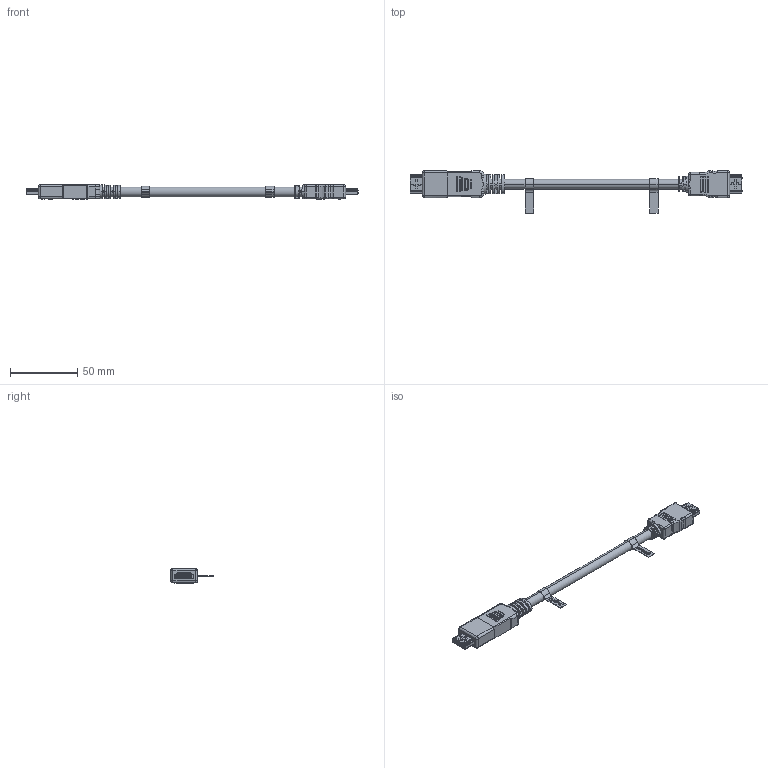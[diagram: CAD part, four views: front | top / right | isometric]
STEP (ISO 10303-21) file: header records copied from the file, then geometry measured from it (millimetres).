
FILE_DESCRIPTION (( 'STEP AP214' ), '1' );
FILE_NAME ('HD14A-CL3-MM-50F_3D.step', '2024-07-19T21:05:27', ( '' ), ( '' ), 'SwSTEP 2.0', 'SolidWorks 2022', '' );
FILE_SCHEMA (( 'AUTOMOTIVE_DESIGN' ));
Length unit declared in the file: inch
Products named in the file (12): Copy of 1AH05-007-MA1^HDMI 19pin_2_HD14A-CL3-MM-50F_默认; HDMI_CABLE^HD14A-CL3-MM-50F; Copy of HDMI 19pin-001^HDMI AM Extender with PCB_HD14A-CL3-MM-50F_with Global Connectivity logo - No Cable; Copy of 1AH05-007-MA2^HDMI 19pin_2_HD14A-CL3-MM-50F_默认; HDMI 19pin_2^HD14A-CL3-MM-50F; HDMI AM Extender with PCB^HD14A-CL3-MM-50F; Label^HD14A-CL3-MM-50F_Display; Copy of 1AH05-007-MA2^HDMI AM Extender with PCB_HD14A-CL3-MM-50F_默认; Label^HD14A-CL3-MM-50F; Copy of HDMI 19pin-002^HDMI 19pin_2_HD14A-CL3-MM-50F_with Global Connectivity logo - No Cable; HD14A-CL3-MM-50F_3D; Copy of 1AH05-007-MA1^HDMI AM Extender with PCB_HD14A-CL3-MM-50F_默认
Assembly tree (11 placements, depth 3):
  HD14A-CL3-MM-50F_3D
    HDMI_CABLE^HD14A-CL3-MM-50F
    HDMI 19pin_2^HD14A-CL3-MM-50F
      Copy of HDMI 19pin-002^HDMI 19pin_2_HD14A-CL3-MM-50F_with Global Connectivity logo - No Cable
      Copy of 1AH05-007-MA2^HDMI 19pin_2_HD14A-CL3-MM-50F_默认
      Copy of 1AH05-007-MA1^HDMI 19pin_2_HD14A-CL3-MM-50F_默认
    HDMI AM Extender with PCB^HD14A-CL3-MM-50F
      Copy of HDMI 19pin-001^HDMI AM Extender with PCB_HD14A-CL3-MM-50F_with Global Connectivity logo - No Cable
      Copy of 1AH05-007-MA2^HDMI AM Extender with PCB_HD14A-CL3-MM-50F_默认
      Copy of 1AH05-007-MA1^HDMI AM Extender with PCB_HD14A-CL3-MM-50F_默认
    Label^HD14A-CL3-MM-50F
    Label^HD14A-CL3-MM-50F_Display
Bounding box: 247.12 x 31.47 x 10.88 mm (x, y, z)
Volume: 24345.3 mm3; surface area: 18235.9 mm2
Topology: 47 solids, 47 shells, 4708 faces, 12267 edges, 8067 vertices
Faces by surface type: plane 3919, cylinder 512, bspline 231, torus 32, sphere 12, cone 2
Entity records: 169881 total; most frequent: CARTESIAN_POINT 38628, ORIENTED_EDGE 24466, DIRECTION 21719, EDGE_CURVE 12233, VECTOR 10583, LINE 10583, VERTEX_POINT 8067, AXIS2_PLACEMENT_3D 5568
